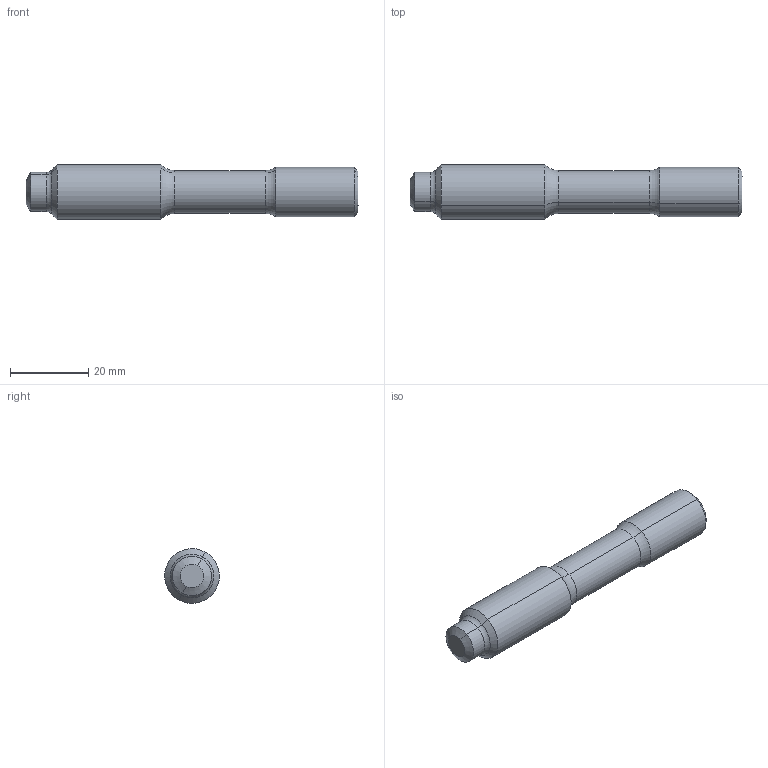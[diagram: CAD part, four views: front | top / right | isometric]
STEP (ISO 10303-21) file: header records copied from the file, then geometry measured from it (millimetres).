
FILE_DESCRIPTION(('CATIA V5 STEP Exchange'),'2;1');
FILE_NAME('200107_BellhousingNonLocStudR02.stp','2020-07-01T15:49:29+00:00',('none'),('none'),'CATIA Version 5-6 Release 2016','CATIA V5 STEP AP203','none');
FILE_SCHEMA(('CONFIG_CONTROL_DESIGN'));
Length unit declared in the file: millimetre
Products named in the file (1): EngineStudsR08
Bounding box: 85 x 14 x 14 mm (x, y, z)
Volume: 10079.9 mm3; surface area: 3626.7 mm2
Topology: 1 solids, 1 shells, 29 faces, 60 edges, 34 vertices
Faces by surface type: plane 9, cylinder 8, cone 6, torus 6
Entity records: 731 total; most frequent: ORIENTED_EDGE 120, CARTESIAN_POINT 116, DIRECTION 102, EDGE_CURVE 60, AXIS2_PLACEMENT_3D 50, VERTEX_POINT 34, VECTOR 32, LINE 32
